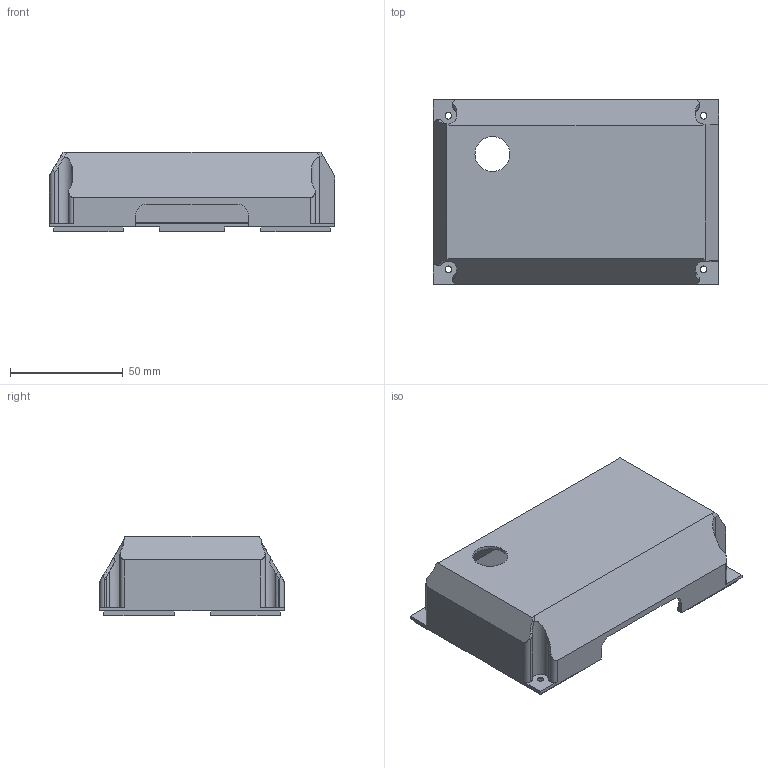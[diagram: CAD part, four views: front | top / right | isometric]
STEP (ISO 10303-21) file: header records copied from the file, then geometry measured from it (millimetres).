
FILE_DESCRIPTION(/* description */ (''),/* implementation_level */ '2;1');
FILE_NAME(/* name */ 'Battery Monitor cover.step',/* time_stamp */ '2023-11-23T13:38:19-04:00',/* author */ (''),/* organization */ (''),/* preprocessor_version */ 'ST-DEVELOPER v20',/* originating_system */ 'Autodesk Translation Framework v12.14.0.127',/* authorisation */ '');
FILE_SCHEMA (('AUTOMOTIVE_DESIGN { 1 0 10303 214 3 1 1 }'));
Length unit declared in the file: millimetre
Products named in the file (1): Battery Monitor - cut
Bounding box: 126.2 x 81.7 x 34.99 mm (x, y, z)
Volume: 29627.4 mm3; surface area: 39382.1 mm2
Topology: 1 solids, 1 shells, 147 faces, 415 edges, 274 vertices
Faces by surface type: plane 84, cylinder 43, bspline 14, cone 6
Full cylindrical faces by diameter (mm): 3 x4, 8 x4, 15.5 x1
Entity records: 4866 total; most frequent: CARTESIAN_POINT 967, ORIENTED_EDGE 830, DIRECTION 807, EDGE_CURVE 415, VERTEX_POINT 274, AXIS2_PLACEMENT_3D 271, LINE 265, VECTOR 265
